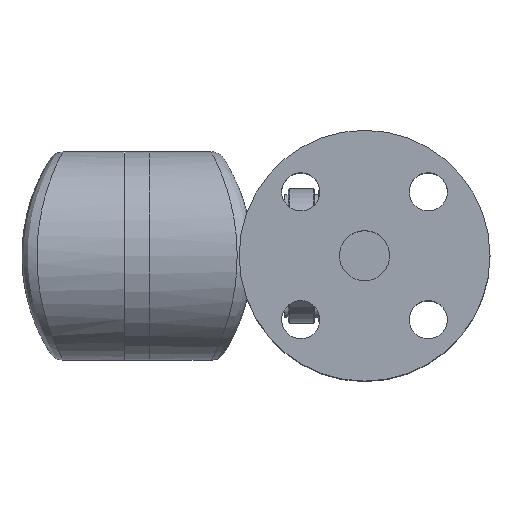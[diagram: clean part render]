
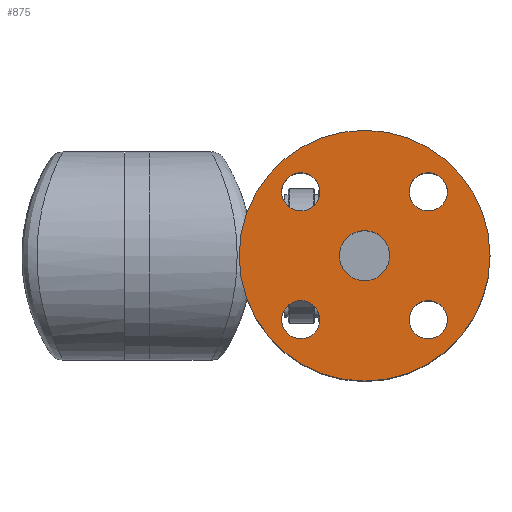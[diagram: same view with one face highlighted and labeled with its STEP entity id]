
A CAD part, top view. The second image highlights one B-rep face of the part: STEP entity #875.
In plain terms, the highlighted planar face has unit normal (0, 0, 1).
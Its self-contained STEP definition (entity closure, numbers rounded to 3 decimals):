
#514=CARTESIAN_POINT('',(138.82,22.32,99.));
#515=VERTEX_POINT('',#514);
#516=CARTESIAN_POINT('',(138.82,31.82,99.));
#517=DIRECTION('',(0.0,0.0,-1.0));
#518=DIRECTION('',(0.0,-1.0,0.0));
#519=AXIS2_PLACEMENT_3D('',#516,#517,#518);
#520=CIRCLE('',#519,9.5);
#521=EDGE_CURVE('',#515,#515,#520,.T.);
#563=CARTESIAN_POINT('',(129.32,-31.82,99.));
#564=VERTEX_POINT('',#563);
#565=CARTESIAN_POINT('',(138.82,-31.82,99.));
#566=DIRECTION('',(0.0,0.0,-1.0));
#567=DIRECTION('',(-1.0,0.0,0.0));
#568=AXIS2_PLACEMENT_3D('',#565,#566,#567);
#569=CIRCLE('',#568,9.5);
#570=EDGE_CURVE('',#564,#564,#569,.T.);
#612=CARTESIAN_POINT('',(75.18,-22.32,99.));
#613=VERTEX_POINT('',#612);
#614=CARTESIAN_POINT('',(75.18,-31.82,99.));
#615=DIRECTION('',(0.0,0.0,-1.0));
#616=DIRECTION('',(0.0,1.0,0.0));
#617=AXIS2_PLACEMENT_3D('',#614,#615,#616);
#618=CIRCLE('',#617,9.5);
#619=EDGE_CURVE('',#613,#613,#618,.T.);
#661=CARTESIAN_POINT('',(84.68,31.82,99.));
#662=VERTEX_POINT('',#661);
#663=CARTESIAN_POINT('',(75.18,31.82,99.));
#664=DIRECTION('',(0.0,0.0,-1.0));
#665=DIRECTION('',(1.0,0.0,0.0));
#666=AXIS2_PLACEMENT_3D('',#663,#664,#665);
#667=CIRCLE('',#666,9.5);
#668=EDGE_CURVE('',#662,#662,#667,.T.);
#829=CARTESIAN_POINT('',(169.5,0.0,99.));
#830=VERTEX_POINT('',#829);
#831=CARTESIAN_POINT('',(107.,0.0,99.));
#832=DIRECTION('',(0.0,0.0,1.0));
#833=DIRECTION('',(1.0,0.0,0.0));
#834=AXIS2_PLACEMENT_3D('',#831,#832,#833);
#835=CIRCLE('',#834,62.5);
#836=EDGE_CURVE('',#830,#830,#835,.T.);
#844=CARTESIAN_POINT('',(144.5,0.0,99.));
#845=DIRECTION('',(0.0,0.0,1.0));
#846=DIRECTION('',(1.0,0.0,0.0));
#847=AXIS2_PLACEMENT_3D('',#844,#845,#846);
#848=PLANE('',#847);
#849=ORIENTED_EDGE('',*,*,#836,.T.);
#850=EDGE_LOOP('',(#849));
#851=FACE_OUTER_BOUND('',#850,.T.);
#852=ORIENTED_EDGE('',*,*,#521,.T.);
#853=EDGE_LOOP('',(#852));
#854=FACE_BOUND('',#853,.T.);
#855=ORIENTED_EDGE('',*,*,#570,.T.);
#856=EDGE_LOOP('',(#855));
#857=FACE_BOUND('',#856,.T.);
#858=ORIENTED_EDGE('',*,*,#619,.T.);
#859=EDGE_LOOP('',(#858));
#860=FACE_BOUND('',#859,.T.);
#861=ORIENTED_EDGE('',*,*,#668,.T.);
#862=EDGE_LOOP('',(#861));
#863=FACE_BOUND('',#862,.T.);
#864=CARTESIAN_POINT('',(119.5,0.0,99.));
#865=VERTEX_POINT('',#864);
#866=CARTESIAN_POINT('',(107.,0.0,99.));
#867=DIRECTION('',(0.0,0.0,1.0));
#868=DIRECTION('',(1.0,0.0,0.0));
#869=AXIS2_PLACEMENT_3D('',#866,#867,#868);
#870=CIRCLE('',#869,12.5);
#871=EDGE_CURVE('',#865,#865,#870,.T.);
#872=ORIENTED_EDGE('',*,*,#871,.F.);
#873=EDGE_LOOP('',(#872));
#874=FACE_BOUND('',#873,.T.);
#875=ADVANCED_FACE('',(#851,#854,#857,#860,#863,#874),#848,.T.);
